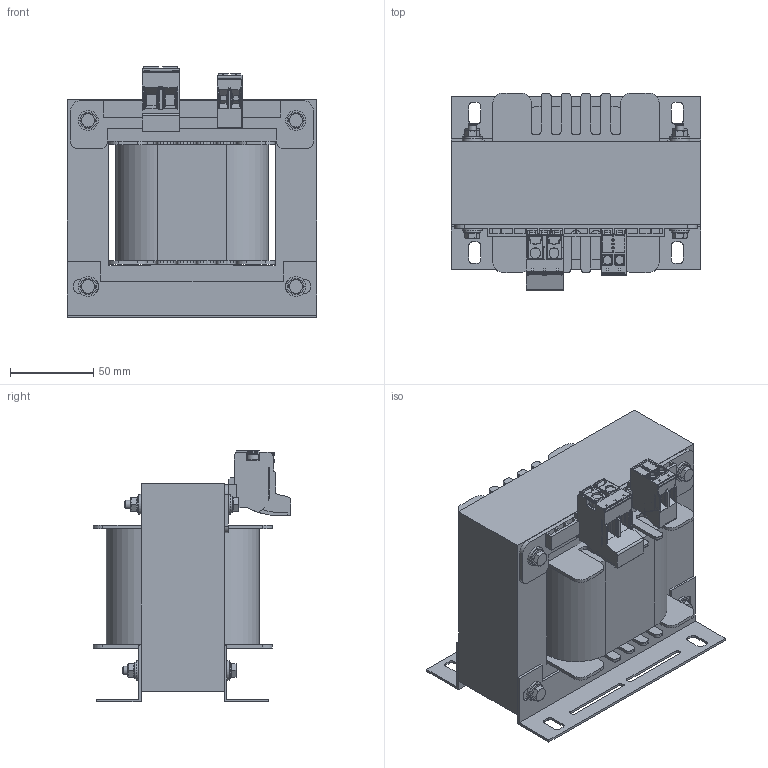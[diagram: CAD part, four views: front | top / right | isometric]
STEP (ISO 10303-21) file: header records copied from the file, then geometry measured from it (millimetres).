
FILE_DESCRIPTION(/* description */ (''),/* implementation_level */ '2;1');
FILE_NAME(/* name */ 'TS001803000.stp',/* time_stamp */ '2022-09-21T08:18:47+02:00',/* author */ ('velazquez'),/* organization */ ('MANUMAG'),/* preprocessor_version */ 'ST-DEVELOPER v19.2',/* originating_system */ 'Autodesk Inventor 2023',/* authorisation */ '');
FILE_SCHEMA (('AUTOMOTIVE_DESIGN { 1 0 10303 214 3 1 1 }'));
Products named in the file (11): TS001803000; EI150 x 125 - 50 (RC50); AF50DIN; centrador M5; EI150; DIN 125 - A 5,3; DIN 933 - M5  x 65; DIN 934 - M5; EI 150 X 125 - 50; 1226_TKS_4_2_F NARANJA; TKS 10_2
Assembly tree (31 placements, depth 2):
  TS001803000
    EI150 x 125 - 50 (RC50)
    AF50DIN  x2
    centrador M5  x8
    EI150
    DIN 125 - A 5,3  x8
    DIN 933 - M5  x 65  x4
    DIN 934 - M5  x4
    EI 150 X 125 - 50
    1226_TKS_4_2_F NARANJA
    TKS 10_2
Bounding box: 150 x 119.25 x 151.6 mm (x, y, z)
Volume: 1209857.6 mm3; surface area: 211137 mm2
Topology: 31 solids, 31 shells, 4190 faces, 11608 edges, 7562 vertices
Faces by surface type: plane 3354, cylinder 596, bspline 116, torus 54, cone 48, sphere 22
Full cylindrical faces by diameter (mm): 4.134 x4, 4.567 x4, 5 x14, 5.3 x8, 5.9 x8, 6.7 x4, 8 x4, 10 x8, 12 x8
Entity records: 133227 total; most frequent: CARTESIAN_POINT 28264, ORIENTED_EDGE 22198, DIRECTION 19933, EDGE_CURVE 11099, LINE 9751, VECTOR 9751, VERTEX_POINT 7241, AXIS2_PLACEMENT_3D 5091
